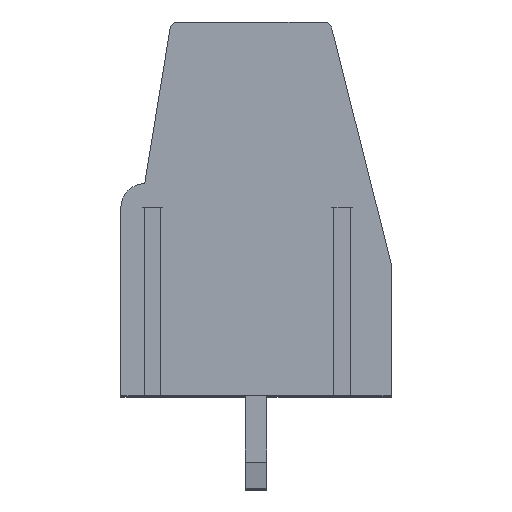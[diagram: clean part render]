
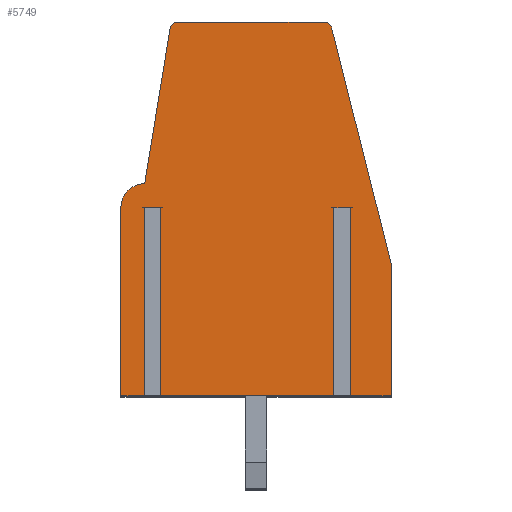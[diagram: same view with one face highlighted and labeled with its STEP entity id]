
A CAD part, top view. The second image highlights one B-rep face of the part: STEP entity #5749.
In plain terms, the highlighted planar face has unit normal (0, 0, 1).
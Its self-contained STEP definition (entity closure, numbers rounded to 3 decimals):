
#5 = AXIS2_PLACEMENT_3D ( 'NONE', #130, #5247, #7778 ) ;
#39 = CARTESIAN_POINT ( 'NONE',  ( 1.859, 13.849, 2.54 ) ) ;
#71 = VECTOR ( 'NONE', #2468, 1000. ) ;
#122 = VERTEX_POINT ( 'NONE', #1760 ) ;
#130 = CARTESIAN_POINT ( 'NONE',  ( 2.155, 13.8, 2.54 ) ) ;
#178 = CARTESIAN_POINT ( 'NONE',  ( 2.155, 14.1, 2.54 ) ) ;
#254 = AXIS2_PLACEMENT_3D ( 'NONE', #5063, #7596, #4415 ) ;
#372 = DIRECTION ( 'NONE',  ( -1., 0., 0. ) ) ;
#432 = LINE ( 'NONE', #6085, #4346 ) ;
#561 = CARTESIAN_POINT ( 'NONE',  ( 10.2, 5., 2.54 ) ) ;
#580 = EDGE_CURVE ( 'NONE', #7198, #3339, #5442, .T. ) ;
#625 = EDGE_CURVE ( 'NONE', #2058, #4943, #6352, .T. ) ;
#644 = ORIENTED_EDGE ( 'NONE', *, *, #7337, .F. ) ;
#655 = ORIENTED_EDGE ( 'NONE', *, *, #6600, .T. ) ;
#656 = CIRCLE ( 'NONE', #254, 0.9 ) ;
#686 = CARTESIAN_POINT ( 'NONE',  ( 1.51, 66.33, 2.54 ) ) ;
#690 = VECTOR ( 'NONE', #2324, 1000. ) ;
#693 = CARTESIAN_POINT ( 'NONE',  ( 7.957, 13.874, 2.54 ) ) ;
#709 = ORIENTED_EDGE ( 'NONE', *, *, #6976, .T. ) ;
#727 = PLANE ( 'NONE',  #4045 ) ;
#813 = EDGE_LOOP ( 'NONE', ( #7732, #655, #3098, #3377, #4757, #2108, #5472, #644, #7462, #709, #4292, #3773, #5952, #7280, #5038, #1958, #4096 ) ) ;
#991 = VERTEX_POINT ( 'NONE', #6382 ) ;
#1063 = VERTEX_POINT ( 'NONE', #1266 ) ;
#1169 = CARTESIAN_POINT ( 'NONE',  ( 0., 0., 2.54 ) ) ;
#1266 = CARTESIAN_POINT ( 'NONE',  ( 8.04, 7.1, 2.54 ) ) ;
#1271 = VECTOR ( 'NONE', #2458, 1000. ) ;
#1399 = VERTEX_POINT ( 'NONE', #561 ) ;
#1404 = EDGE_CURVE ( 'NONE', #3957, #1063, #6252, .T. ) ;
#1691 = EDGE_CURVE ( 'NONE', #7966, #5652, #656, .T. ) ;
#1758 = DIRECTION ( 'NONE',  ( -1., 0., 0. ) ) ;
#1760 = CARTESIAN_POINT ( 'NONE',  ( 8.66, 0., 2.54 ) ) ;
#1823 = DIRECTION ( 'NONE',  ( -1., 0., 0. ) ) ;
#1866 = LINE ( 'NONE', #1169, #1271 ) ;
#1880 = LINE ( 'NONE', #686, #71 ) ;
#1958 = ORIENTED_EDGE ( 'NONE', *, *, #580, .F. ) ;
#1973 = VECTOR ( 'NONE', #6987, 1000. ) ;
#1987 = CARTESIAN_POINT ( 'NONE',  ( 8.66, 7.1, 2.54 ) ) ;
#1992 = VECTOR ( 'NONE', #4396, 1000. ) ;
#2047 = VERTEX_POINT ( 'NONE', #693 ) ;
#2058 = VERTEX_POINT ( 'NONE', #2509 ) ;
#2083 = EDGE_CURVE ( 'NONE', #6778, #991, #5041, .T. ) ;
#2108 = ORIENTED_EDGE ( 'NONE', *, *, #7839, .T. ) ;
#2137 = FACE_OUTER_BOUND ( 'NONE', #813, .T. ) ;
#2244 = LINE ( 'NONE', #8057, #690 ) ;
#2282 = CARTESIAN_POINT ( 'NONE',  ( 10.2, 0., 2.54 ) ) ;
#2294 = VECTOR ( 'NONE', #3237, 1000. ) ;
#2324 = DIRECTION ( 'NONE',  ( 0.162, 0.987, 0. ) ) ;
#2450 = EDGE_CURVE ( 'NONE', #2047, #1399, #3429, .T. ) ;
#2458 = DIRECTION ( 'NONE',  ( 0., 1., 0. ) ) ;
#2464 = EDGE_CURVE ( 'NONE', #6778, #2853, #3589, .T. ) ;
#2468 = DIRECTION ( 'NONE',  ( 0., -1., 0. ) ) ;
#2499 = CARTESIAN_POINT ( 'NONE',  ( 0.9, 8., 2.54 ) ) ;
#2509 = CARTESIAN_POINT ( 'NONE',  ( 8.04, 0., 2.54 ) ) ;
#2534 = VERTEX_POINT ( 'NONE', #7980 ) ;
#2542 = VECTOR ( 'NONE', #5782, 1000. ) ;
#2626 = DIRECTION ( 'NONE',  ( 0.245, -0.97, 0. ) ) ;
#2853 = VERTEX_POINT ( 'NONE', #39 ) ;
#2962 = EDGE_CURVE ( 'NONE', #5652, #2853, #2244, .T. ) ;
#3098 = ORIENTED_EDGE ( 'NONE', *, *, #625, .F. ) ;
#3237 = DIRECTION ( 'NONE',  ( -1., 0., 0. ) ) ;
#3258 = DIRECTION ( 'NONE',  ( 0., 0., -1. ) ) ;
#3298 = CARTESIAN_POINT ( 'NONE',  ( 7.9, 14.1, 2.54 ) ) ;
#3332 = EDGE_CURVE ( 'NONE', #7622, #7198, #7567, .T. ) ;
#3339 = VERTEX_POINT ( 'NONE', #4386 ) ;
#3377 = ORIENTED_EDGE ( 'NONE', *, *, #4483, .F. ) ;
#3429 = LINE ( 'NONE', #3298, #3466 ) ;
#3466 = VECTOR ( 'NONE', #2626, 1000. ) ;
#3589 = CIRCLE ( 'NONE', #5, 0.3 ) ;
#3673 = CARTESIAN_POINT ( 'NONE',  ( 7.666, 13.8, 2.54 ) ) ;
#3757 = DIRECTION ( 'NONE',  ( 0., -1., 0. ) ) ;
#3773 = ORIENTED_EDGE ( 'NONE', *, *, #2464, .T. ) ;
#3784 = LINE ( 'NONE', #4411, #5571 ) ;
#3957 = VERTEX_POINT ( 'NONE', #1987 ) ;
#4045 = AXIS2_PLACEMENT_3D ( 'NONE', #5784, #3258, #5914 ) ;
#4096 = ORIENTED_EDGE ( 'NONE', *, *, #3332, .F. ) ;
#4292 = ORIENTED_EDGE ( 'NONE', *, *, #2083, .F. ) ;
#4346 = VECTOR ( 'NONE', #8077, 1000. ) ;
#4386 = CARTESIAN_POINT ( 'NONE',  ( 0., 0., 2.54 ) ) ;
#4396 = DIRECTION ( 'NONE',  ( 1., 0., 0. ) ) ;
#4411 = CARTESIAN_POINT ( 'NONE',  ( 10.2, 5., 2.54 ) ) ;
#4415 = DIRECTION ( 'NONE',  ( 1., 0., 0. ) ) ;
#4429 = CARTESIAN_POINT ( 'NONE',  ( 8.66, 7.1, 2.54 ) ) ;
#4457 = DIRECTION ( 'NONE',  ( 0., -1., 0. ) ) ;
#4483 = EDGE_CURVE ( 'NONE', #1063, #2058, #4951, .T. ) ;
#4529 = CARTESIAN_POINT ( 'NONE',  ( 1.9, 14.1, 2.54 ) ) ;
#4757 = ORIENTED_EDGE ( 'NONE', *, *, #1404, .F. ) ;
#4867 = VECTOR ( 'NONE', #8036, 1000. ) ;
#4943 = VERTEX_POINT ( 'NONE', #7010 ) ;
#4951 = LINE ( 'NONE', #5621, #6066 ) ;
#5015 = VECTOR ( 'NONE', #1758, 1000. ) ;
#5038 = ORIENTED_EDGE ( 'NONE', *, *, #7025, .F. ) ;
#5041 = LINE ( 'NONE', #4529, #1992 ) ;
#5063 = CARTESIAN_POINT ( 'NONE',  ( 0.9, 7.1, 2.54 ) ) ;
#5247 = DIRECTION ( 'NONE',  ( 0., 0., 1. ) ) ;
#5442 = LINE ( 'NONE', #2282, #6313 ) ;
#5456 = EDGE_CURVE ( 'NONE', #6142, #7622, #6215, .T. ) ;
#5472 = ORIENTED_EDGE ( 'NONE', *, *, #6542, .F. ) ;
#5571 = VECTOR ( 'NONE', #4457, 1000. ) ;
#5621 = CARTESIAN_POINT ( 'NONE',  ( 8.04, 66.33, 2.54 ) ) ;
#5652 = VERTEX_POINT ( 'NONE', #2499 ) ;
#5749 = ADVANCED_FACE ( 'NONE', ( #2137 ), #727, .F. ) ;
#5782 = DIRECTION ( 'NONE',  ( 0., -1., 0. ) ) ;
#5784 = CARTESIAN_POINT ( 'NONE',  ( 0.9, 7.1, 2.54 ) ) ;
#5914 = DIRECTION ( 'NONE',  ( -1., 0., 0. ) ) ;
#5952 = ORIENTED_EDGE ( 'NONE', *, *, #2962, .F. ) ;
#6066 = VECTOR ( 'NONE', #3757, 1000. ) ;
#6085 = CARTESIAN_POINT ( 'NONE',  ( 8.66, 66.33, 2.54 ) ) ;
#6097 = CIRCLE ( 'NONE', #8211, 0.3 ) ;
#6142 = VERTEX_POINT ( 'NONE', #6713 ) ;
#6176 = CARTESIAN_POINT ( 'NONE',  ( 0.89, 66.33, 2.54 ) ) ;
#6215 = LINE ( 'NONE', #6782, #4867 ) ;
#6252 = LINE ( 'NONE', #4429, #1973 ) ;
#6313 = VECTOR ( 'NONE', #372, 1000. ) ;
#6352 = LINE ( 'NONE', #7625, #2294 ) ;
#6382 = CARTESIAN_POINT ( 'NONE',  ( 7.666, 14.1, 2.54 ) ) ;
#6542 = EDGE_CURVE ( 'NONE', #2534, #122, #7493, .T. ) ;
#6600 = EDGE_CURVE ( 'NONE', #6142, #4943, #1880, .T. ) ;
#6684 = CARTESIAN_POINT ( 'NONE',  ( 0.89, 0., 2.54 ) ) ;
#6713 = CARTESIAN_POINT ( 'NONE',  ( 1.51, 7.1, 2.54 ) ) ;
#6778 = VERTEX_POINT ( 'NONE', #178 ) ;
#6782 = CARTESIAN_POINT ( 'NONE',  ( 1.51, 7.1, 2.54 ) ) ;
#6837 = CARTESIAN_POINT ( 'NONE',  ( 0.89, 7.1, 2.54 ) ) ;
#6976 = EDGE_CURVE ( 'NONE', #2047, #991, #6097, .T. ) ;
#6987 = DIRECTION ( 'NONE',  ( -1., 0., 0. ) ) ;
#7010 = CARTESIAN_POINT ( 'NONE',  ( 1.51, 0., 2.54 ) ) ;
#7025 = EDGE_CURVE ( 'NONE', #3339, #7966, #1866, .T. ) ;
#7198 = VERTEX_POINT ( 'NONE', #6684 ) ;
#7280 = ORIENTED_EDGE ( 'NONE', *, *, #1691, .F. ) ;
#7337 = EDGE_CURVE ( 'NONE', #1399, #2534, #3784, .T. ) ;
#7462 = ORIENTED_EDGE ( 'NONE', *, *, #2450, .F. ) ;
#7493 = LINE ( 'NONE', #8085, #5015 ) ;
#7567 = LINE ( 'NONE', #6176, #2542 ) ;
#7596 = DIRECTION ( 'NONE',  ( 0., 0., -1. ) ) ;
#7622 = VERTEX_POINT ( 'NONE', #6837 ) ;
#7625 = CARTESIAN_POINT ( 'NONE',  ( 10.2, 0., 2.54 ) ) ;
#7732 = ORIENTED_EDGE ( 'NONE', *, *, #5456, .F. ) ;
#7778 = DIRECTION ( 'NONE',  ( -1., 0., 0. ) ) ;
#7839 = EDGE_CURVE ( 'NONE', #3957, #122, #432, .T. ) ;
#7966 = VERTEX_POINT ( 'NONE', #8213 ) ;
#7980 = CARTESIAN_POINT ( 'NONE',  ( 10.2, 0., 2.54 ) ) ;
#8036 = DIRECTION ( 'NONE',  ( -1., 0., 0. ) ) ;
#8057 = CARTESIAN_POINT ( 'NONE',  ( 0.9, 8., 2.54 ) ) ;
#8077 = DIRECTION ( 'NONE',  ( 0., -1., 0. ) ) ;
#8085 = CARTESIAN_POINT ( 'NONE',  ( 10.2, 0., 2.54 ) ) ;
#8153 = DIRECTION ( 'NONE',  ( 0., 0., 1. ) ) ;
#8211 = AXIS2_PLACEMENT_3D ( 'NONE', #3673, #8153, #1823 ) ;
#8213 = CARTESIAN_POINT ( 'NONE',  ( 0., 7.1, 2.54 ) ) ;
